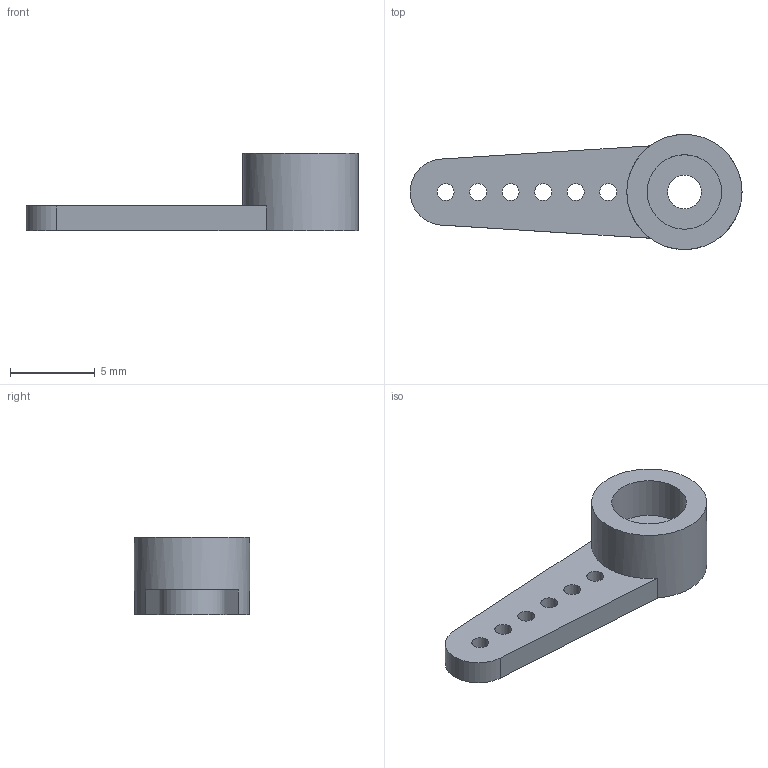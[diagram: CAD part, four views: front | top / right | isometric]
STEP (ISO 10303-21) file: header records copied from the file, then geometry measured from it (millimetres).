
FILE_DESCRIPTION(('FreeCAD Model'),'2;1');
FILE_NAME('TowerPro-SG90-SingleArm.step', '2015-09-06T17:14:32',('Author'),(''), 'Open CASCADE STEP processor 6.8','FreeCAD','Unknown');
FILE_SCHEMA(('AUTOMOTIVE_DESIGN_CC2 { 1 2 10303 214 -1 1 5 4 }'));
Length unit declared in the file: millimetre
Products named in the file (1): TowerPro-SG90-SingleArm
Bounding box: 19.6 x 6.8 x 4.55 mm (x, y, z)
Volume: 185.4 mm3; surface area: 399 mm2
Topology: 1 solids, 2 shells, 21 faces, 63 edges, 48 vertices
Faces by surface type: cylinder 12, plane 9
Full cylindrical faces by diameter (mm): 1 x6, 2 x1, 2.6 x1, 4.4 x2, 6.8 x1
Entity records: 1967 total; most frequent: CARTESIAN_POINT 657, DIRECTION 251, ORIENTED_EDGE 126, PCURVE 126, DEFINITIONAL_REPRESENTATION 126, LINE 85, VECTOR 85, CIRCLE 78
